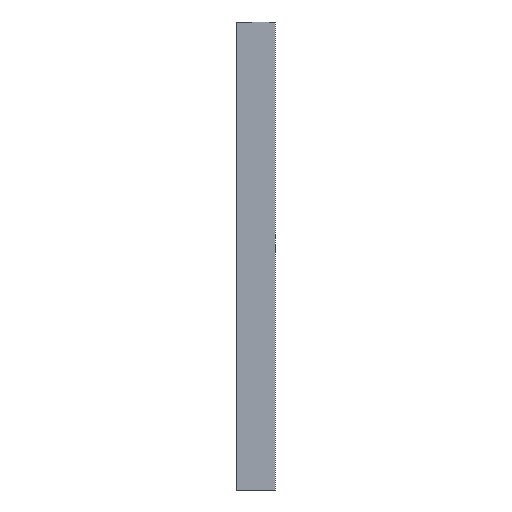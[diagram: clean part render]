
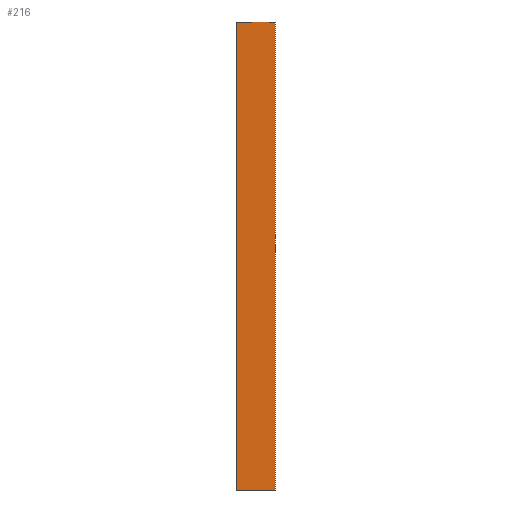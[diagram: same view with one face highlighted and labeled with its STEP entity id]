
A CAD part, front view. The second image highlights one B-rep face of the part: STEP entity #216.
In plain terms, the highlighted face is a extrusion surface.
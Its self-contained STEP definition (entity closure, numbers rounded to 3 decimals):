
#49=CARTESIAN_POINT('Vertex',(386.428,2.882,0.)) ;
#52=CARTESIAN_POINT('Line Origine',(386.428,2.882,327.)) ;
#56=CARTESIAN_POINT('Vertex',(386.428,2.882,654.)) ;
#153=CARTESIAN_POINT('Vertex',(440.127,1.079,654.)) ;
#156=CARTESIAN_POINT('Line Origine',(440.127,1.079,327.)) ;
#160=CARTESIAN_POINT('Vertex',(440.127,1.079,0.)) ;
#176=CARTESIAN_POINT('Control Point',(440.127,1.079,0.)) ;
#177=CARTESIAN_POINT('Control Point',(434.921,1.255,0.)) ;
#178=CARTESIAN_POINT('Control Point',(429.715,1.431,0.)) ;
#179=CARTESIAN_POINT('Control Point',(424.509,1.606,0.)) ;
#180=CARTESIAN_POINT('Control Point',(413.762,1.968,0.)) ;
#181=CARTESIAN_POINT('Control Point',(403.015,2.329,0.)) ;
#182=CARTESIAN_POINT('Control Point',(397.478,2.514,0.)) ;
#183=CARTESIAN_POINT('Control Point',(391.948,2.698,0.)) ;
#184=CARTESIAN_POINT('Control Point',(386.428,2.882,0.)) ;
#189=CARTESIAN_POINT('Control Point',(440.127,1.079,654.)) ;
#190=CARTESIAN_POINT('Control Point',(434.921,1.255,654.)) ;
#191=CARTESIAN_POINT('Control Point',(429.715,1.431,654.)) ;
#192=CARTESIAN_POINT('Control Point',(424.509,1.606,654.)) ;
#193=CARTESIAN_POINT('Control Point',(413.762,1.968,654.)) ;
#194=CARTESIAN_POINT('Control Point',(403.015,2.329,654.)) ;
#195=CARTESIAN_POINT('Control Point',(397.478,2.514,654.)) ;
#196=CARTESIAN_POINT('Control Point',(391.948,2.698,654.)) ;
#197=CARTESIAN_POINT('Control Point',(386.428,2.882,654.)) ;
#200=CARTESIAN_POINT('Control Point',(440.127,1.079,0.)) ;
#201=CARTESIAN_POINT('Control Point',(434.921,1.255,0.)) ;
#202=CARTESIAN_POINT('Control Point',(429.715,1.431,0.)) ;
#203=CARTESIAN_POINT('Control Point',(424.509,1.606,0.)) ;
#204=CARTESIAN_POINT('Control Point',(413.762,1.968,0.)) ;
#205=CARTESIAN_POINT('Control Point',(403.015,2.329,0.)) ;
#206=CARTESIAN_POINT('Control Point',(397.478,2.514,0.)) ;
#207=CARTESIAN_POINT('Control Point',(391.948,2.698,0.)) ;
#208=CARTESIAN_POINT('Control Point',(386.428,2.882,0.)) ;
#54=VECTOR('Line Direction',#53,1.) ;
#158=VECTOR('Line Direction',#157,1.) ;
#186=VECTOR('Extrusion Surface Vector',#185,1.) ;
#53=DIRECTION('Vector Direction',(0.,0.,1.)) ;
#157=DIRECTION('Vector Direction',(0.,0.,1.)) ;
#185=DIRECTION('Vector Direction',(0.,0.,1.)) ;
#55=LINE('Line',#52,#54) ;
#159=LINE('Line',#156,#158) ;
#58=EDGE_CURVE('',#50,#57,#55,.T.) ;
#162=EDGE_CURVE('',#161,#154,#159,.T.) ;
#198=EDGE_CURVE('',#154,#57,#188,.T.) ;
#209=EDGE_CURVE('',#161,#50,#199,.T.) ;
#211=ORIENTED_EDGE('',*,*,#198,.T.) ;
#212=ORIENTED_EDGE('',*,*,#58,.F.) ;
#213=ORIENTED_EDGE('',*,*,#209,.F.) ;
#214=ORIENTED_EDGE('',*,*,#162,.T.) ;
#210=EDGE_LOOP('',(#211,#212,#213,#214)) ;
#50=VERTEX_POINT('',#49) ;
#57=VERTEX_POINT('',#56) ;
#154=VERTEX_POINT('',#153) ;
#161=VERTEX_POINT('',#160) ;
#216=ADVANCED_FACE('PartBody',(#215),#187,.F.) ;
#175=B_SPLINE_CURVE_WITH_KNOTS('',5,(#176,#177,#178,#179,#180,#181,#182,#183,#184),.UNSPECIFIED.,.F.,.U.,(6,3,6),(0.,26.025,53.729),.UNSPECIFIED.) ;
#188=B_SPLINE_CURVE_WITH_KNOTS('',5,(#189,#190,#191,#192,#193,#194,#195,#196,#197),.UNSPECIFIED.,.F.,.U.,(6,3,6),(500079.66,500105.704,500133.427),.UNSPECIFIED.) ;
#199=B_SPLINE_CURVE_WITH_KNOTS('',5,(#200,#201,#202,#203,#204,#205,#206,#207,#208),.UNSPECIFIED.,.F.,.U.,(6,3,6),(500079.66,500105.704,500133.427),.UNSPECIFIED.) ;
#215=FACE_OUTER_BOUND('',#210,.T.) ;
#187=SURFACE_OF_LINEAR_EXTRUSION('generated tabulated cylinder',#175,#186) ;
